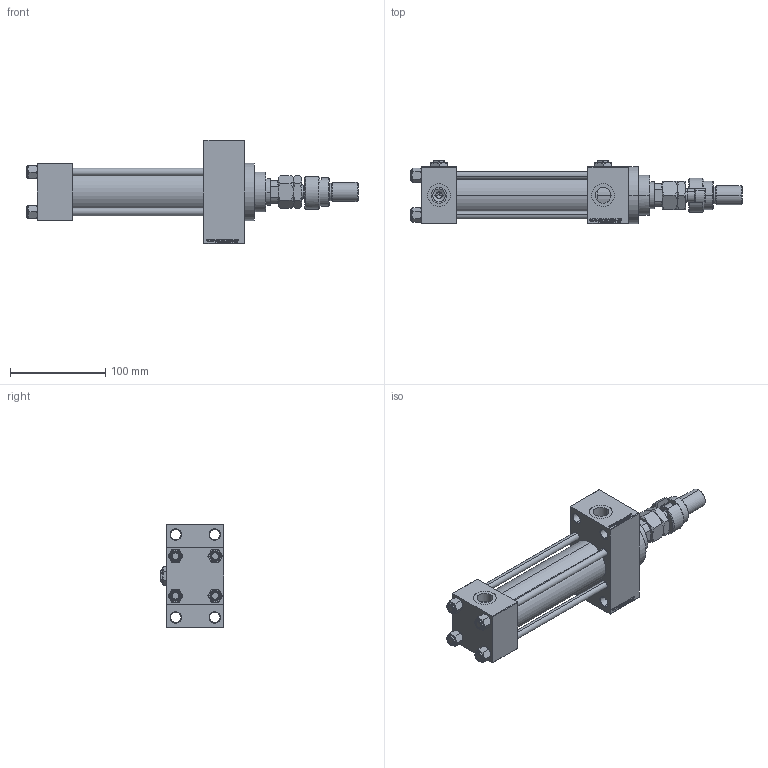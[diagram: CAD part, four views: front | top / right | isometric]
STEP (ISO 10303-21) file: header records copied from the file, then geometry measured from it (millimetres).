
FILE_DESCRIPTION (( 'STEP AP203' ), '1' );
FILE_NAME ('dfcb.STEP', '2022-09-14T01:10:09', ( '' ), ( '' ), 'SwSTEP 2.0', 'SolidWorks 2019', '' );
FILE_SCHEMA (( 'CONFIG_CONTROL_DESIGN' ));
Length unit declared in the file: millimetre
Products named in the file (10): V215CR_D_Body 67b4612ec3bd87588ce3fb5131701a30; dfcb; FEMALE_PART_FOR_DFA 67b4612ec3bd87588ce3fb5131701a30; V215CR_D_TYCINKA 67b4612ec3bd87588ce3fb5131701a30; NUT_M5_D 67b4612ec3bd87588ce3fb5131701a30; V215_VC_A 67b4612ec3bd87588ce3fb5131701a30; MFA 67b4612ec3bd87588ce3fb5131701a30; V215CR_VCP_D 67b4612ec3bd87588ce3fb5131701a30; Zatka_pro_OIL_PORT 67b4612ec3bd87588ce3fb5131701a30; DFA 67b4612ec3bd87588ce3fb5131701a30
Assembly tree (16 placements, depth 3):
  dfcb
    V215CR_D_Body 67b4612ec3bd87588ce3fb5131701a30
    V215CR_VCP_D 67b4612ec3bd87588ce3fb5131701a30
    NUT_M5_D 67b4612ec3bd87588ce3fb5131701a30  x4
    V215CR_D_TYCINKA 67b4612ec3bd87588ce3fb5131701a30  x4
    V215_VC_A 67b4612ec3bd87588ce3fb5131701a30
    DFA 67b4612ec3bd87588ce3fb5131701a30
      FEMALE_PART_FOR_DFA 67b4612ec3bd87588ce3fb5131701a30
      MFA 67b4612ec3bd87588ce3fb5131701a30
    Zatka_pro_OIL_PORT 67b4612ec3bd87588ce3fb5131701a30  x2
Bounding box: 349 x 67 x 109 mm (x, y, z)
Volume: 673164.5 mm3; surface area: 181657.4 mm2
Topology: 15 solids, 15 shells, 1300 faces, 3196 edges, 2044 vertices
Faces by surface type: plane 578, bspline 368, cone 226, cylinder 116, torus 12
Entity records: 52433 total; most frequent: CARTESIAN_POINT 26492, ORIENTED_EDGE 5692, DIRECTION 3892, EDGE_CURVE 2846, VERTEX_POINT 1842, LINE 1618, VECTOR 1618, EDGE_LOOP 1278
